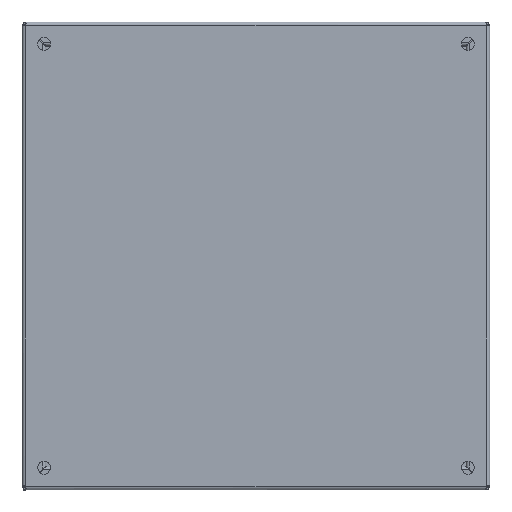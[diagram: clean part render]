
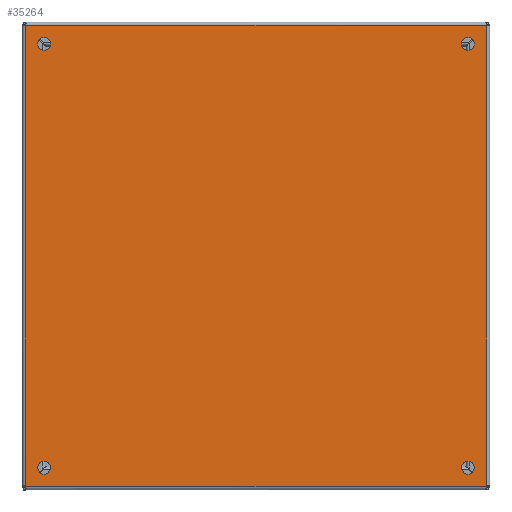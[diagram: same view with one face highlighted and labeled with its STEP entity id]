
A CAD part, top view. The second image highlights one B-rep face of the part: STEP entity #35264.
In plain terms, the highlighted planar face has unit normal (0, 0, 1).
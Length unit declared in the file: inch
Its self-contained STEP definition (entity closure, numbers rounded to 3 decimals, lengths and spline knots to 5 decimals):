
#568 = CIRCLE ( 'NONE', #48290, 0.21875 ) ;
#626 = LINE ( 'NONE', #79592, #14564 ) ;
#1058 = CARTESIAN_POINT ( 'NONE',  ( -0.01975, 7.875, 6.9175 ) ) ;
#1498 = DIRECTION ( 'NONE',  ( 0., 0., -1. ) ) ;
#3077 = VERTEX_POINT ( 'NONE', #30559 ) ;
#3661 = DIRECTION ( 'NONE',  ( 1., 0., 0. ) ) ;
#4204 = ORIENTED_EDGE ( 'NONE', *, *, #72352, .T. ) ;
#4964 = FACE_BOUND ( 'NONE', #16033, .T. ) ;
#5567 = CARTESIAN_POINT ( 'NONE',  ( 15.125, 0.625, 6.9175 ) ) ;
#6121 = DIRECTION ( 'NONE',  ( 0., 0., -1. ) ) ;
#6201 = CARTESIAN_POINT ( 'NONE',  ( 15.81289, -0.06289, 6.9175 ) ) ;
#6705 = DIRECTION ( 'NONE',  ( 0., 1., 0. ) ) ;
#7543 = AXIS2_PLACEMENT_3D ( 'NONE', #21521, #1498, #14012 ) ;
#8385 = VECTOR ( 'NONE', #76306, 39.37008 ) ;
#11087 = CARTESIAN_POINT ( 'NONE',  ( 7.875, 7.875, 6.9175 ) ) ;
#11711 = DIRECTION ( 'NONE',  ( 0., 0., -1. ) ) ;
#12774 = CIRCLE ( 'NONE', #63218, 0.07 ) ;
#12820 = VERTEX_POINT ( 'NONE', #25051 ) ;
#13045 = ORIENTED_EDGE ( 'NONE', *, *, #37182, .T. ) ;
#14012 = DIRECTION ( 'NONE',  ( 1., 0., 0. ) ) ;
#14564 = VECTOR ( 'NONE', #3661, 39.37008 ) ;
#14761 = CIRCLE ( 'NONE', #44659, 0.07 ) ;
#16033 = EDGE_LOOP ( 'NONE', ( #46813 ) ) ;
#17321 = CIRCLE ( 'NONE', #71131, 0.21875 ) ;
#18294 = EDGE_CURVE ( 'NONE', #58800, #53283, #27860, .T. ) ;
#21521 = CARTESIAN_POINT ( 'NONE',  ( -0.06289, -0.06289, 6.9175 ) ) ;
#22833 = FACE_BOUND ( 'NONE', #55717, .T. ) ;
#24224 = DIRECTION ( 'NONE',  ( 0., 0., -1. ) ) ;
#25051 = CARTESIAN_POINT ( 'NONE',  ( 0.40625, 0.625, 6.9175 ) ) ;
#25137 = CIRCLE ( 'NONE', #67297, 0.07 ) ;
#25313 = LINE ( 'NONE', #25936, #8385 ) ;
#25598 = DIRECTION ( 'NONE',  ( -1., 0., 0. ) ) ;
#25936 = CARTESIAN_POINT ( 'NONE',  ( 15.76975, 7.875, 6.9175 ) ) ;
#26280 = EDGE_LOOP ( 'NONE', ( #13045 ) ) ;
#27860 = LINE ( 'NONE', #1058, #47662 ) ;
#28624 = EDGE_CURVE ( 'NONE', #41677, #41677, #568, .T. ) ;
#28846 = CARTESIAN_POINT ( 'NONE',  ( 7.875, -0.01975, 6.9175 ) ) ;
#30055 = CARTESIAN_POINT ( 'NONE',  ( 14.90625, 0.625, 6.9175 ) ) ;
#30544 = EDGE_LOOP ( 'NONE', ( #40443 ) ) ;
#30555 = DIRECTION ( 'NONE',  ( -1., 0., 0. ) ) ;
#30559 = CARTESIAN_POINT ( 'NONE',  ( 15.75777, -0.01975, 6.9175 ) ) ;
#32480 = CARTESIAN_POINT ( 'NONE',  ( 0.625, 0.625, 6.9175 ) ) ;
#32760 = FACE_BOUND ( 'NONE', #30544, .T. ) ;
#33568 = EDGE_CURVE ( 'NONE', #78446, #53283, #25137, .T. ) ;
#33657 = ORIENTED_EDGE ( 'NONE', *, *, #28624, .T. ) ;
#33806 = CARTESIAN_POINT ( 'NONE',  ( 15.81289, 15.81289, 6.9175 ) ) ;
#34920 = DIRECTION ( 'NONE',  ( 0., 0., -1. ) ) ;
#34963 = CIRCLE ( 'NONE', #77386, 0.21875 ) ;
#35264 = ADVANCED_FACE ( 'NONE', ( #38684, #22833, #4964, #32760, #60455 ), #42118, .F. ) ;
#37064 = CARTESIAN_POINT ( 'NONE',  ( 15.76975, 15.75777, 6.9175 ) ) ;
#37182 = EDGE_CURVE ( 'NONE', #66394, #66394, #34963, .T. ) ;
#38039 = CARTESIAN_POINT ( 'NONE',  ( -0.01975, -0.00777, 6.9175 ) ) ;
#38684 = FACE_BOUND ( 'NONE', #26280, .T. ) ;
#39123 = EDGE_CURVE ( 'NONE', #80224, #80224, #42390, .T. ) ;
#40078 = EDGE_CURVE ( 'NONE', #67657, #69918, #25313, .T. ) ;
#40166 = DIRECTION ( 'NONE',  ( 1., 0., 0. ) ) ;
#40443 = ORIENTED_EDGE ( 'NONE', *, *, #39123, .T. ) ;
#41677 = VERTEX_POINT ( 'NONE', #53851 ) ;
#42118 = PLANE ( 'NONE',  #60533 ) ;
#42390 = CIRCLE ( 'NONE', #58402, 0.21875 ) ;
#43274 = CARTESIAN_POINT ( 'NONE',  ( -0.06289, 15.81289, 6.9175 ) ) ;
#43837 = LINE ( 'NONE', #28846, #49813 ) ;
#43980 = ORIENTED_EDGE ( 'NONE', *, *, #44335, .T. ) ;
#44335 = EDGE_CURVE ( 'NONE', #3077, #69918, #12774, .T. ) ;
#44338 = DIRECTION ( 'NONE',  ( -1., 0., 0. ) ) ;
#44659 = AXIS2_PLACEMENT_3D ( 'NONE', #33806, #52932, #40166 ) ;
#44695 = EDGE_LOOP ( 'NONE', ( #43980, #45345, #4204, #49724, #80978, #73503, #66555, #61074 ) ) ;
#45345 = ORIENTED_EDGE ( 'NONE', *, *, #40078, .F. ) ;
#46813 = ORIENTED_EDGE ( 'NONE', *, *, #50678, .T. ) ;
#47662 = VECTOR ( 'NONE', #6705, 39.37008 ) ;
#47948 = CARTESIAN_POINT ( 'NONE',  ( 15.125, 15.125, 6.9175 ) ) ;
#48290 = AXIS2_PLACEMENT_3D ( 'NONE', #47948, #34920, #79235 ) ;
#48783 = DIRECTION ( 'NONE',  ( 0., 0., -1. ) ) ;
#49724 = ORIENTED_EDGE ( 'NONE', *, *, #77238, .F. ) ;
#49813 = VECTOR ( 'NONE', #66166, 39.37008 ) ;
#50328 = CARTESIAN_POINT ( 'NONE',  ( -0.00777, 15.76975, 6.9175 ) ) ;
#50678 = EDGE_CURVE ( 'NONE', #12820, #12820, #17321, .T. ) ;
#52932 = DIRECTION ( 'NONE',  ( 0., 0., -1. ) ) ;
#53196 = VERTEX_POINT ( 'NONE', #55268 ) ;
#53283 = VERTEX_POINT ( 'NONE', #63285 ) ;
#53554 = VERTEX_POINT ( 'NONE', #71538 ) ;
#53851 = CARTESIAN_POINT ( 'NONE',  ( 14.90625, 15.125, 6.9175 ) ) ;
#55268 = CARTESIAN_POINT ( 'NONE',  ( -0.00777, -0.01975, 6.9175 ) ) ;
#55717 = EDGE_LOOP ( 'NONE', ( #33657 ) ) ;
#56075 = DIRECTION ( 'NONE',  ( 1., 0., 0. ) ) ;
#56531 = DIRECTION ( 'NONE',  ( -1., 0., 0. ) ) ;
#58402 = AXIS2_PLACEMENT_3D ( 'NONE', #5567, #75091, #56531 ) ;
#58800 = VERTEX_POINT ( 'NONE', #38039 ) ;
#60455 = FACE_OUTER_BOUND ( 'NONE', #44695, .T. ) ;
#60533 = AXIS2_PLACEMENT_3D ( 'NONE', #11087, #48783, #30555 ) ;
#61074 = ORIENTED_EDGE ( 'NONE', *, *, #74516, .F. ) ;
#63218 = AXIS2_PLACEMENT_3D ( 'NONE', #6201, #11711, #56075 ) ;
#63285 = CARTESIAN_POINT ( 'NONE',  ( -0.01975, 15.75777, 6.9175 ) ) ;
#66166 = DIRECTION ( 'NONE',  ( -1., 0., 0. ) ) ;
#66394 = VERTEX_POINT ( 'NONE', #79037 ) ;
#66532 = EDGE_CURVE ( 'NONE', #58800, #53196, #74607, .T. ) ;
#66555 = ORIENTED_EDGE ( 'NONE', *, *, #66532, .T. ) ;
#67297 = AXIS2_PLACEMENT_3D ( 'NONE', #43274, #24224, #75156 ) ;
#67657 = VERTEX_POINT ( 'NONE', #37064 ) ;
#69918 = VERTEX_POINT ( 'NONE', #71833 ) ;
#71131 = AXIS2_PLACEMENT_3D ( 'NONE', #32480, #77039, #25598 ) ;
#71538 = CARTESIAN_POINT ( 'NONE',  ( 15.75777, 15.76975, 6.9175 ) ) ;
#71833 = CARTESIAN_POINT ( 'NONE',  ( 15.76975, -0.00777, 6.9175 ) ) ;
#72352 = EDGE_CURVE ( 'NONE', #67657, #53554, #14761, .T. ) ;
#73503 = ORIENTED_EDGE ( 'NONE', *, *, #18294, .F. ) ;
#74516 = EDGE_CURVE ( 'NONE', #3077, #53196, #43837, .T. ) ;
#74607 = CIRCLE ( 'NONE', #7543, 0.07 ) ;
#75091 = DIRECTION ( 'NONE',  ( 0., 0., -1. ) ) ;
#75156 = DIRECTION ( 'NONE',  ( 1., 0., 0. ) ) ;
#76191 = CARTESIAN_POINT ( 'NONE',  ( 0.625, 15.125, 6.9175 ) ) ;
#76306 = DIRECTION ( 'NONE',  ( 0., -1., 0. ) ) ;
#77039 = DIRECTION ( 'NONE',  ( 0., 0., -1. ) ) ;
#77238 = EDGE_CURVE ( 'NONE', #78446, #53554, #626, .T. ) ;
#77386 = AXIS2_PLACEMENT_3D ( 'NONE', #76191, #6121, #44338 ) ;
#78446 = VERTEX_POINT ( 'NONE', #50328 ) ;
#79037 = CARTESIAN_POINT ( 'NONE',  ( 0.40625, 15.125, 6.9175 ) ) ;
#79235 = DIRECTION ( 'NONE',  ( -1., 0., 0. ) ) ;
#79592 = CARTESIAN_POINT ( 'NONE',  ( 7.875, 15.76975, 6.9175 ) ) ;
#80224 = VERTEX_POINT ( 'NONE', #30055 ) ;
#80978 = ORIENTED_EDGE ( 'NONE', *, *, #33568, .T. ) ;
